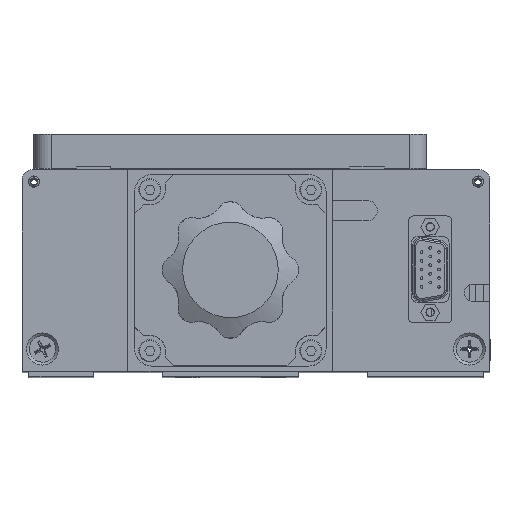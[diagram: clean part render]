
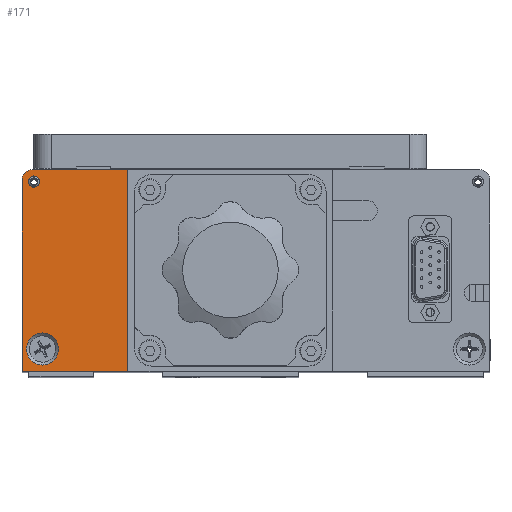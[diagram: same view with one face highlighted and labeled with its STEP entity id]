
A CAD part, top view. The second image highlights one B-rep face of the part: STEP entity #171.
In plain terms, the highlighted planar face has unit normal (0, 0, 1).
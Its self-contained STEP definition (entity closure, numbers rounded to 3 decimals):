
#171 = ADVANCED_FACE ( 'NONE', ( #14162, #7491, #1892 ), #16253, .T. ) ;
#875 = VERTEX_POINT ( 'NONE', #6407 ) ;
#1467 = CIRCLE ( 'NONE', #16011, 4.7 ) ;
#1892 = FACE_BOUND ( 'NONE', #4985, .T. ) ;
#2485 = CARTESIAN_POINT ( 'NONE',  ( -40.611, 50.082, 115. ) ) ;
#3525 = DIRECTION ( 'NONE',  ( 0., 0., 1. ) ) ;
#3539 = DIRECTION ( 'NONE',  ( 0., 0., 1. ) ) ;
#3849 = CARTESIAN_POINT ( 'NONE',  ( -40.611, 50.082, 115. ) ) ;
#3912 = LINE ( 'NONE', #5780, #8382 ) ;
#4054 = VERTEX_POINT ( 'NONE', #7564 ) ;
#4667 = LINE ( 'NONE', #18685, #12034 ) ;
#4985 = EDGE_LOOP ( 'NONE', ( #7669 ) ) ;
#5599 = EDGE_CURVE ( 'NONE', #22991, #22991, #1467, .T. ) ;
#5780 = CARTESIAN_POINT ( 'NONE',  ( -71.611, 47.082, 115. ) ) ;
#5785 = VECTOR ( 'NONE', #14865, 1000. ) ;
#6003 = DIRECTION ( 'NONE',  ( 0., 0., 1. ) ) ;
#6022 = ORIENTED_EDGE ( 'NONE', *, *, #18900, .T. ) ;
#6375 = ORIENTED_EDGE ( 'NONE', *, *, #13628, .T. ) ;
#6407 = CARTESIAN_POINT ( 'NONE',  ( -68.611, 50.082, 115. ) ) ;
#6796 = VERTEX_POINT ( 'NONE', #8991 ) ;
#7036 = CARTESIAN_POINT ( 'NONE',  ( -68.611, 47.082, 115. ) ) ;
#7057 = AXIS2_PLACEMENT_3D ( 'NONE', #12416, #3525, #19744 ) ;
#7491 = FACE_OUTER_BOUND ( 'NONE', #11391, .T. ) ;
#7564 = CARTESIAN_POINT ( 'NONE',  ( -66.461, 46.582, 115. ) ) ;
#7669 = ORIENTED_EDGE ( 'NONE', *, *, #14326, .F. ) ;
#8329 = ORIENTED_EDGE ( 'NONE', *, *, #5599, .F. ) ;
#8382 = VECTOR ( 'NONE', #16191, 1000. ) ;
#8463 = ORIENTED_EDGE ( 'NONE', *, *, #12788, .T. ) ;
#8707 = CARTESIAN_POINT ( 'NONE',  ( -40.611, -8.918, 115. ) ) ;
#8991 = CARTESIAN_POINT ( 'NONE',  ( -71.611, 47.082, 115. ) ) ;
#9124 = CIRCLE ( 'NONE', #11752, 1.65 ) ;
#9145 = AXIS2_PLACEMENT_3D ( 'NONE', #7036, #3539, #20953 ) ;
#9214 = DIRECTION ( 'NONE',  ( -1., 0., 0. ) ) ;
#9520 = CIRCLE ( 'NONE', #9145, 3. ) ;
#9841 = LINE ( 'NONE', #16971, #5785 ) ;
#9887 = DIRECTION ( 'NONE',  ( 0., 0., 1. ) ) ;
#9960 = EDGE_LOOP ( 'NONE', ( #8329 ) ) ;
#10469 = EDGE_CURVE ( 'NONE', #17688, #12822, #4667, .T. ) ;
#10691 = CARTESIAN_POINT ( 'NONE',  ( -71.611, -8.918, 115. ) ) ;
#11285 = ORIENTED_EDGE ( 'NONE', *, *, #10469, .T. ) ;
#11391 = EDGE_LOOP ( 'NONE', ( #6375, #11601, #8463, #11285, #6022 ) ) ;
#11601 = ORIENTED_EDGE ( 'NONE', *, *, #12311, .T. ) ;
#11752 = AXIS2_PLACEMENT_3D ( 'NONE', #20648, #9887, #19006 ) ;
#12034 = VECTOR ( 'NONE', #15175, 1000. ) ;
#12311 = EDGE_CURVE ( 'NONE', #6796, #22520, #3912, .T. ) ;
#12416 = CARTESIAN_POINT ( 'NONE',  ( -68.611, 47.082, 115. ) ) ;
#12788 = EDGE_CURVE ( 'NONE', #22520, #17688, #9841, .T. ) ;
#12822 = VERTEX_POINT ( 'NONE', #2485 ) ;
#13628 = EDGE_CURVE ( 'NONE', #875, #6796, #9520, .T. ) ;
#14162 = FACE_BOUND ( 'NONE', #9960, .T. ) ;
#14326 = EDGE_CURVE ( 'NONE', #4054, #4054, #9124, .T. ) ;
#14865 = DIRECTION ( 'NONE',  ( 1., 0., 0. ) ) ;
#15175 = DIRECTION ( 'NONE',  ( 0., 1., 0. ) ) ;
#15472 = CARTESIAN_POINT ( 'NONE',  ( -65.611, -2.418, 115. ) ) ;
#16011 = AXIS2_PLACEMENT_3D ( 'NONE', #15472, #6003, #20362 ) ;
#16191 = DIRECTION ( 'NONE',  ( 0., -1., 0. ) ) ;
#16253 = PLANE ( 'NONE',  #7057 ) ;
#16971 = CARTESIAN_POINT ( 'NONE',  ( -40.611, -8.918, 115. ) ) ;
#17688 = VERTEX_POINT ( 'NONE', #8707 ) ;
#18685 = CARTESIAN_POINT ( 'NONE',  ( -40.611, 50.082, 115. ) ) ;
#18900 = EDGE_CURVE ( 'NONE', #12822, #875, #22060, .T. ) ;
#19006 = DIRECTION ( 'NONE',  ( 1., 0., 0. ) ) ;
#19744 = DIRECTION ( 'NONE',  ( 1., 0., 0. ) ) ;
#20362 = DIRECTION ( 'NONE',  ( 1., 0., 0. ) ) ;
#20648 = CARTESIAN_POINT ( 'NONE',  ( -68.111, 46.582, 115. ) ) ;
#20953 = DIRECTION ( 'NONE',  ( 1., 0., 0. ) ) ;
#21296 = VECTOR ( 'NONE', #9214, 1000. ) ;
#21594 = CARTESIAN_POINT ( 'NONE',  ( -60.911, -2.418, 115. ) ) ;
#22060 = LINE ( 'NONE', #3849, #21296 ) ;
#22520 = VERTEX_POINT ( 'NONE', #10691 ) ;
#22991 = VERTEX_POINT ( 'NONE', #21594 ) ;
